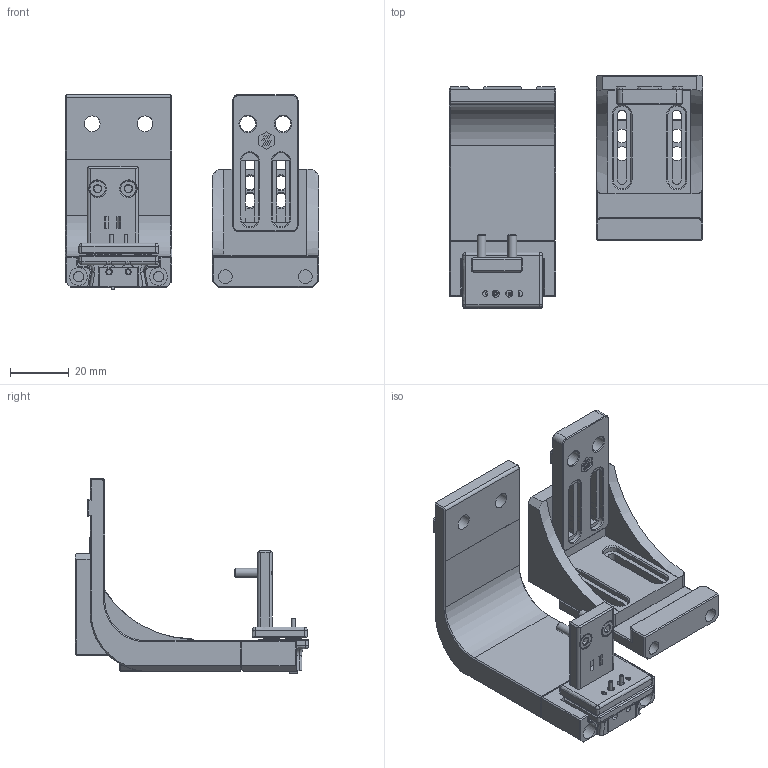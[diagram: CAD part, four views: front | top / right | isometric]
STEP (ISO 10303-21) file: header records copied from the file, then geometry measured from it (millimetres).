
FILE_DESCRIPTION(/* description */ (''),/* implementation_level */ '2;1');
FILE_NAME(/* name */ 'KlickyProbe.step',/* time_stamp */ '2021-05-21T01:09:44+01:00',/* author */ (''),/* organization */ (''),/* preprocessor_version */ 'ST-DEVELOPER v18.1',/* originating_system */ 'Autodesk Translation Framework v10.6.0.1341',/* authorisation */ '');
FILE_SCHEMA (('AUTOMOTIVE_DESIGN { 1 0 10303 214 3 1 1 }'));
Length unit declared in the file: millimetre
Products named in the file (27): KlickyProbe_JosAr_AB; Klicky Probe; AB mount; M3x10 SHCS; 3x6mm Magnet; Wire; Isolator; Conductor; Wire(Mirror); Isolator (1); Conductor (1); Probe v2; D2F (1); D2F_BASE (1); D2F_ACTUATOR (1); 3x6mm Magnet (1); 3x6mm Magnet (2); 3x6mm Magnet (3); 3x6mm Magnet (4); Probe Dock v2; M3x20 SHCS; 3x6mm Magnet (5); Dock Mount variable Assembly; M3x8 SHCS (1); M3 Threaded Insert (1); Dock Mount fixed; M3 Threaded Insert
Assembly tree (39 placements, depth 5):
  KlickyProbe_JosAr_AB
    Klicky Probe
      AB mount
        M3x10 SHCS  x2
        3x6mm Magnet  x3
        Wire
          Isolator
          Conductor
        Wire(Mirror)
          Isolator (1)
          Conductor (1)
      Probe v2
        D2F (1)
          D2F_BASE (1)
          D2F_ACTUATOR (1)
        3x6mm Magnet (1)
        3x6mm Magnet (2)
        3x6mm Magnet (3)
        3x6mm Magnet (4)
      Probe Dock v2
        M3x20 SHCS  x2
        3x6mm Magnet (5)
      Dock Mount variable Assembly
        M3x8 SHCS (1)  x8
        M3 Threaded Insert (1)  x2
      Dock Mount fixed
        M3 Threaded Insert  x2
Bounding box: 86.25 x 79.5 x 66.42 mm (x, y, z)
Volume: 64680.4 mm3; surface area: 33671.8 mm2
Topology: 19 solids, 19 shells, 769 faces, 1962 edges, 1247 vertices
Faces by surface type: plane 501, cylinder 154, cone 79, bspline 19, sphere 8, torus 8
Full cylindrical faces by diameter (mm): 0.65 x4, 1.2 x2, 1.6 x2, 2 x1, 2.385 x2, 3 x2, 3.5 x2, 3.6 x2, 4.7 x12, 5.4 x4, 5.5 x2, 6 x7
Entity records: 24093 total; most frequent: CARTESIAN_POINT 4847, DIRECTION 3872, ORIENTED_EDGE 3840, EDGE_CURVE 1920, LINE 1380, VECTOR 1380, AXIS2_PLACEMENT_3D 1246, VERTEX_POINT 1226
